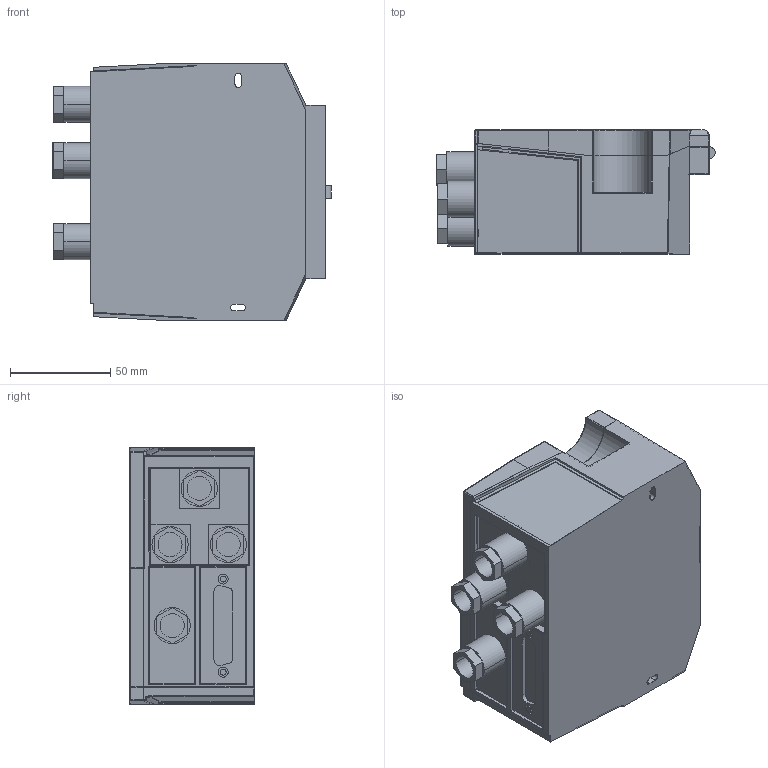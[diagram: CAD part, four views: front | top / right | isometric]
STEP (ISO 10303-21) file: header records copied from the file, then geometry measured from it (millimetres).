
FILE_DESCRIPTION((''),'2;1');
FILE_NAME('CBX100_ASM','2009-01-27T',('steven.hensel'),('Pepperl+Fuchs'),'PRO/ENGINEER BY PARAMETRIC TECHNOLOGY CORPORATION, 2007390','PRO/ENGINEER BY PARAMETRIC TECHNOLOGY CORPORATION, 2007390','');
FILE_SCHEMA(('AUTOMOTIVE_DESIGN_CC2 { 1 2 10303 214 -1 1 5 2 }'));
Length unit declared in the file: millimetre
Products named in the file (5): CBX100_DECKEL; CBX100_GEHAEUSE; KLEMMRAUM_AUSSEN; SCHRAUBE; CBX100_ASM
Assembly tree (8 placements, depth 2):
  CBX100_ASM
    CBX100_DECKEL
    CBX100_GEHAEUSE
    KLEMMRAUM_AUSSEN  x4
    SCHRAUBE  x2
Bounding box: 138.65 x 62 x 128 mm (x, y, z)
Volume: 68044.5 mm3; surface area: 136361.3 mm2
Topology: 8 solids, 8 shells, 395 faces, 973 edges, 618 vertices
Faces by surface type: plane 269, cylinder 93, bspline 18, sphere 9, cone 4, torus 2
Entity records: 12280 total; most frequent: CARTESIAN_POINT 2254, ORIENTED_EDGE 1566, DIRECTION 1464, PRESENTATION_STYLE_ASSIGNMENT 793, STYLED_ITEM 787, CURVE_STYLE 783, EDGE_CURVE 783, VECTOR 588
